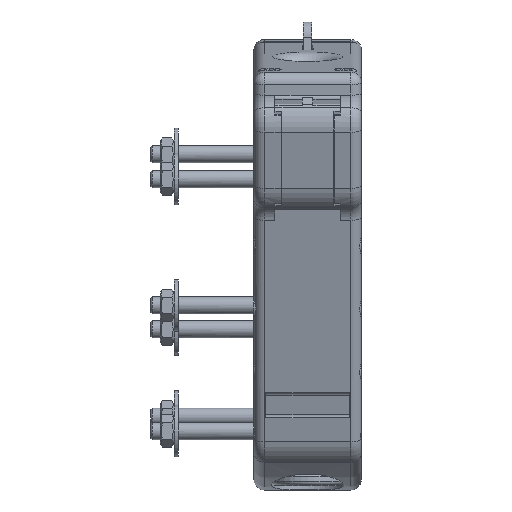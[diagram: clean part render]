
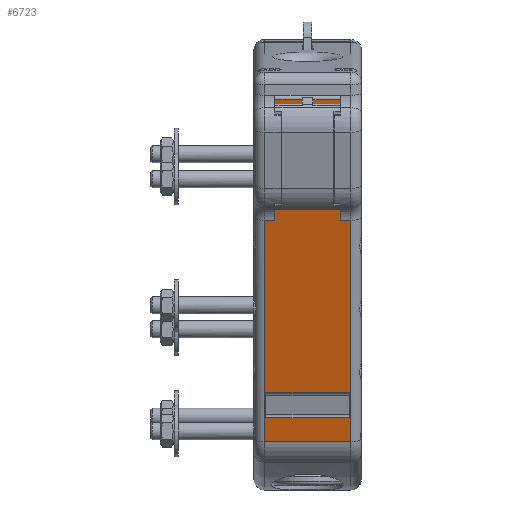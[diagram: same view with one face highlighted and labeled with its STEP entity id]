
A CAD part, top view. The second image highlights one B-rep face of the part: STEP entity #6723.
In plain terms, the highlighted planar face has unit normal (0, -0.276, 0.961).
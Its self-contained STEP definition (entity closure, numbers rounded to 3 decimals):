
#271=FACE_BOUND('',#1408,.T.);
#929=FACE_OUTER_BOUND('',#1407,.T.);
#1407=EDGE_LOOP('',(#4677,#4678,#4679,#4680,#4681,#4682,#4683,#4684,#4685,
#4686,#4687,#4688,#4689,#4690,#4691,#4692));
#1408=EDGE_LOOP('',(#4693,#4694,#4695,#4696));
#2074=LINE('',#10342,#2519);
#2076=LINE('',#10352,#2521);
#2080=LINE('',#10363,#2525);
#2081=LINE('',#10368,#2526);
#2082=LINE('',#10370,#2527);
#2083=LINE('',#10372,#2528);
#2084=LINE('',#10374,#2529);
#2085=LINE('',#10376,#2530);
#2086=LINE('',#10378,#2531);
#2087=LINE('',#10380,#2532);
#2088=LINE('',#10382,#2533);
#2089=LINE('',#10384,#2534);
#2090=LINE('',#10386,#2535);
#2091=LINE('',#10388,#2536);
#2092=LINE('',#10390,#2537);
#2093=LINE('',#10392,#2538);
#2094=LINE('',#10394,#2539);
#2095=LINE('',#10395,#2540);
#2096=LINE('',#10396,#2541);
#2097=LINE('',#10397,#2542);
#2519=VECTOR('',#8153,40.);
#2521=VECTOR('',#8163,39.);
#2525=VECTOR('',#8173,39.);
#2526=VECTOR('',#8180,106.962);
#2527=VECTOR('',#8181,4.75);
#2528=VECTOR('',#8182,58.129);
#2529=VECTOR('',#8183,12.8);
#2530=VECTOR('',#8184,2.768);
#2531=VECTOR('',#8185,12.75);
#2532=VECTOR('',#8186,49.036);
#2533=VECTOR('',#8187,30.4);
#2534=VECTOR('',#8188,49.036);
#2535=VECTOR('',#8189,12.75);
#2536=VECTOR('',#8190,2.768);
#2537=VECTOR('',#8191,12.8);
#2538=VECTOR('',#8192,58.129);
#2539=VECTOR('',#8193,4.75);
#2540=VECTOR('',#8194,106.962);
#2541=VECTOR('',#8195,12.);
#2542=VECTOR('',#8196,12.);
#2994=VERTEX_POINT('',#10340);
#2995=VERTEX_POINT('',#10341);
#2998=VERTEX_POINT('',#10349);
#2999=VERTEX_POINT('',#10351);
#3002=VERTEX_POINT('',#10361);
#3003=VERTEX_POINT('',#10362);
#3004=VERTEX_POINT('',#10367);
#3005=VERTEX_POINT('',#10369);
#3006=VERTEX_POINT('',#10371);
#3007=VERTEX_POINT('',#10373);
#3008=VERTEX_POINT('',#10375);
#3009=VERTEX_POINT('',#10377);
#3010=VERTEX_POINT('',#10379);
#3011=VERTEX_POINT('',#10381);
#3012=VERTEX_POINT('',#10383);
#3013=VERTEX_POINT('',#10385);
#3014=VERTEX_POINT('',#10387);
#3015=VERTEX_POINT('',#10389);
#3016=VERTEX_POINT('',#10391);
#3017=VERTEX_POINT('',#10393);
#3683=EDGE_CURVE('',#2994,#2995,#2074,.T.);
#3688=EDGE_CURVE('',#2999,#2998,#2076,.T.);
#3693=EDGE_CURVE('',#3002,#3003,#2080,.T.);
#3696=EDGE_CURVE('',#2994,#3004,#2081,.T.);
#3697=EDGE_CURVE('',#3005,#3004,#2082,.T.);
#3698=EDGE_CURVE('',#3005,#3006,#2083,.T.);
#3699=EDGE_CURVE('',#3007,#3006,#2084,.T.);
#3700=EDGE_CURVE('',#3008,#3007,#2085,.T.);
#3701=EDGE_CURVE('',#3008,#3009,#2086,.T.);
#3702=EDGE_CURVE('',#3009,#3010,#2087,.T.);
#3703=EDGE_CURVE('',#3010,#3011,#2088,.T.);
#3704=EDGE_CURVE('',#3011,#3012,#2089,.T.);
#3705=EDGE_CURVE('',#3013,#3012,#2090,.T.);
#3706=EDGE_CURVE('',#3014,#3013,#2091,.T.);
#3707=EDGE_CURVE('',#3014,#3015,#2092,.T.);
#3708=EDGE_CURVE('',#3016,#3015,#2093,.T.);
#3709=EDGE_CURVE('',#3016,#3017,#2094,.T.);
#3710=EDGE_CURVE('',#2995,#3017,#2095,.T.);
#3711=EDGE_CURVE('',#2998,#3002,#2096,.T.);
#3712=EDGE_CURVE('',#3003,#2999,#2097,.T.);
#4677=ORIENTED_EDGE('',*,*,#3683,.F.);
#4678=ORIENTED_EDGE('',*,*,#3696,.T.);
#4679=ORIENTED_EDGE('',*,*,#3697,.F.);
#4680=ORIENTED_EDGE('',*,*,#3698,.T.);
#4681=ORIENTED_EDGE('',*,*,#3699,.F.);
#4682=ORIENTED_EDGE('',*,*,#3700,.F.);
#4683=ORIENTED_EDGE('',*,*,#3701,.T.);
#4684=ORIENTED_EDGE('',*,*,#3702,.T.);
#4685=ORIENTED_EDGE('',*,*,#3703,.T.);
#4686=ORIENTED_EDGE('',*,*,#3704,.T.);
#4687=ORIENTED_EDGE('',*,*,#3705,.F.);
#4688=ORIENTED_EDGE('',*,*,#3706,.F.);
#4689=ORIENTED_EDGE('',*,*,#3707,.T.);
#4690=ORIENTED_EDGE('',*,*,#3708,.F.);
#4691=ORIENTED_EDGE('',*,*,#3709,.T.);
#4692=ORIENTED_EDGE('',*,*,#3710,.F.);
#4693=ORIENTED_EDGE('',*,*,#3688,.T.);
#4694=ORIENTED_EDGE('',*,*,#3711,.T.);
#4695=ORIENTED_EDGE('',*,*,#3693,.T.);
#4696=ORIENTED_EDGE('',*,*,#3712,.T.);
#6436=PLANE('',#7242);
#6723=ADVANCED_FACE('',(#929,#271),#6436,.T.);
#7242=AXIS2_PLACEMENT_3D('',#10366,#8178,#8179);
#8153=DIRECTION('',(-1.,0.,0.));
#8163=DIRECTION('',(-1.,0.,0.));
#8173=DIRECTION('',(1.,0.,0.));
#8178=DIRECTION('center_axis',(0.,-0.276,
0.961));
#8179=DIRECTION('ref_axis',(0.,0.961,0.276));
#8180=DIRECTION('',(0.,0.961,0.276));
#8181=DIRECTION('',(1.,0.,0.));
#8182=DIRECTION('',(0.,0.961,0.276));
#8183=DIRECTION('',(1.,0.,0.));
#8184=DIRECTION('',(0.,0.961,0.276));
#8185=DIRECTION('',(1.,0.,0.));
#8186=DIRECTION('',(0.,-0.961,-0.276));
#8187=DIRECTION('',(-1.,0.,0.));
#8188=DIRECTION('',(0.,0.961,0.276));
#8189=DIRECTION('',(-1.,0.,0.));
#8190=DIRECTION('',(0.,-0.961,-0.276));
#8191=DIRECTION('',(-1.,0.,0.));
#8192=DIRECTION('',(0.,0.961,0.276));
#8193=DIRECTION('',(-1.,0.,0.));
#8194=DIRECTION('',(0.,0.961,0.276));
#8195=DIRECTION('',(0.,0.961,0.276));
#8196=DIRECTION('',(0.,-0.961,-0.276));
#10340=CARTESIAN_POINT('',(20.,22.321,66.962));
#10341=CARTESIAN_POINT('',(-20.,22.321,66.962));
#10342=CARTESIAN_POINT('',(0.,22.321,66.962));
#10349=CARTESIAN_POINT('',(-19.5,33.393,70.137));
#10351=CARTESIAN_POINT('',(19.5,33.393,70.137));
#10352=CARTESIAN_POINT('',(0.,33.393,70.137));
#10361=CARTESIAN_POINT('',(-19.5,44.928,73.444));
#10362=CARTESIAN_POINT('',(19.5,44.928,73.444));
#10363=CARTESIAN_POINT('',(0.,44.928,73.444));
#10366=CARTESIAN_POINT('Origin',(0.,22.321,
66.962));
#10367=CARTESIAN_POINT('',(20.,125.14,96.445));
#10368=CARTESIAN_POINT('',(20.,106.077,90.979));
#10369=CARTESIAN_POINT('',(15.25,125.14,96.445));
#10370=CARTESIAN_POINT('',(12.5,125.14,96.445));
#10371=CARTESIAN_POINT('',(15.25,181.017,112.467));
#10372=CARTESIAN_POINT('',(15.25,141.775,101.215));
#10373=CARTESIAN_POINT('',(2.45,181.017,112.467));
#10374=CARTESIAN_POINT('',(0.,181.017,112.467));
#10375=CARTESIAN_POINT('',(2.45,178.356,111.704));
#10376=CARTESIAN_POINT('',(2.45,163.104,107.331));
#10377=CARTESIAN_POINT('',(15.2,178.356,111.704));
#10378=CARTESIAN_POINT('',(0.,178.356,111.704));
#10379=CARTESIAN_POINT('',(15.2,131.219,98.188));
#10380=CARTESIAN_POINT('',(15.2,88.129,85.832));
#10381=CARTESIAN_POINT('',(-15.2,131.219,98.188));
#10382=CARTESIAN_POINT('',(0.,131.219,98.188));
#10383=CARTESIAN_POINT('',(-15.2,178.356,111.704));
#10384=CARTESIAN_POINT('',(-15.2,88.129,85.832));
#10385=CARTESIAN_POINT('',(-2.45,178.356,111.704));
#10386=CARTESIAN_POINT('',(0.,178.356,111.704));
#10387=CARTESIAN_POINT('',(-2.45,181.017,112.467));
#10388=CARTESIAN_POINT('',(-2.45,163.104,107.331));
#10389=CARTESIAN_POINT('',(-15.25,181.017,112.467));
#10390=CARTESIAN_POINT('',(2.5,181.017,112.467));
#10391=CARTESIAN_POINT('',(-15.25,125.14,96.445));
#10392=CARTESIAN_POINT('',(-15.25,141.775,101.215));
#10393=CARTESIAN_POINT('',(-20.,125.14,96.445));
#10394=CARTESIAN_POINT('',(-12.5,125.14,96.445));
#10395=CARTESIAN_POINT('',(-20.,106.077,90.979));
#10396=CARTESIAN_POINT('',(-19.5,30.741,69.376));
#10397=CARTESIAN_POINT('',(19.5,30.741,69.376));
